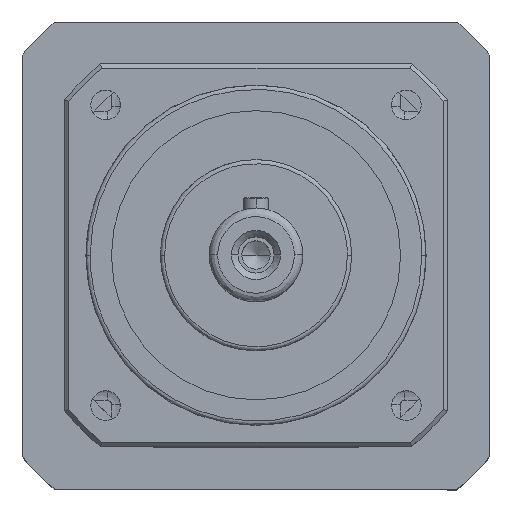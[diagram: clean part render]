
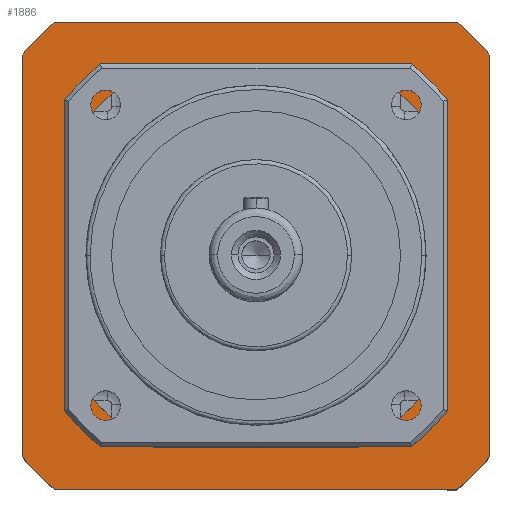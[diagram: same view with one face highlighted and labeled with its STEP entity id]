
A CAD part, top view. The second image highlights one B-rep face of the part: STEP entity #1886.
In plain terms, the highlighted face is planar.
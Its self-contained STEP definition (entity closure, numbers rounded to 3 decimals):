
#12 = DIRECTION ( 'NONE',  ( 0., 0., 1. ) ) ;
#80 = DIRECTION ( 'NONE',  ( 1., 0., 0. ) ) ;
#476 = ORIENTED_EDGE ( 'NONE', *, *, #16791, .F. ) ;
#501 = DIRECTION ( 'NONE',  ( 0., 0., 1. ) ) ;
#635 = ORIENTED_EDGE ( 'NONE', *, *, #16375, .F. ) ;
#702 = VERTEX_POINT ( 'NONE', #6579 ) ;
#960 = ORIENTED_EDGE ( 'NONE', *, *, #7009, .F. ) ;
#1007 = CARTESIAN_POINT ( 'NONE',  ( -47.236, -55., 3.5 ) ) ;
#1178 = CARTESIAN_POINT ( 'NONE',  ( 0., -55., 3.5 ) ) ;
#1346 = VERTEX_POINT ( 'NONE', #12838 ) ;
#1524 = CARTESIAN_POINT ( 'NONE',  ( 0., 0., 3.5 ) ) ;
#1616 = AXIS2_PLACEMENT_3D ( 'NONE', #9169, #501, #10549 ) ;
#1663 = VERTEX_POINT ( 'NONE', #15217 ) ;
#1789 = DIRECTION ( 'NONE',  ( 1., 0., 0. ) ) ;
#1834 = ORIENTED_EDGE ( 'NONE', *, *, #16963, .F. ) ;
#1886 = ADVANCED_FACE ( 'NONE', ( #13121, #12943 ), #7761, .F. ) ;
#2118 = AXIS2_PLACEMENT_3D ( 'NONE', #1524, #11448, #3063 ) ;
#2126 = VERTEX_POINT ( 'NONE', #4349 ) ;
#2134 = DIRECTION ( 'NONE',  ( 1., 0., 0. ) ) ;
#2144 = AXIS2_PLACEMENT_3D ( 'NONE', #8682, #12, #10056 ) ;
#2391 = AXIS2_PLACEMENT_3D ( 'NONE', #5594, #15294, #7024 ) ;
#2742 = DIRECTION ( 'NONE',  ( 0., -1., 0. ) ) ;
#2819 = LINE ( 'NONE', #2922, #17366 ) ;
#2922 = CARTESIAN_POINT ( 'NONE',  ( 45., 0., 3.5 ) ) ;
#2962 = AXIS2_PLACEMENT_3D ( 'NONE', #6228, #15928, #7660 ) ;
#3063 = DIRECTION ( 'NONE',  ( -1., 0., 0. ) ) ;
#3101 = CARTESIAN_POINT ( 'NONE',  ( 0., -45., 3.5 ) ) ;
#3237 = CARTESIAN_POINT ( 'NONE',  ( 55., 0., 3.5 ) ) ;
#3272 = CIRCLE ( 'NONE', #5345, 51. ) ;
#3405 = AXIS2_PLACEMENT_3D ( 'NONE', #17112, #8760, #80 ) ;
#3410 = ORIENTED_EDGE ( 'NONE', *, *, #16733, .F. ) ;
#3442 = CIRCLE ( 'NONE', #2962, 51. ) ;
#3641 = CIRCLE ( 'NONE', #2144, 72.5 ) ;
#3686 = DIRECTION ( 'NONE',  ( -1., 0., 0. ) ) ;
#4068 = CIRCLE ( 'NONE', #1616, 72.5 ) ;
#4078 = ORIENTED_EDGE ( 'NONE', *, *, #16495, .F. ) ;
#4302 = ORIENTED_EDGE ( 'NONE', *, *, #15731, .F. ) ;
#4322 = LINE ( 'NONE', #12033, #8148 ) ;
#4349 = CARTESIAN_POINT ( 'NONE',  ( 24., -45., 3.5 ) ) ;
#4396 = DIRECTION ( 'NONE',  ( 0., 0., -1. ) ) ;
#4620 = AXIS2_PLACEMENT_3D ( 'NONE', #13226, #4845, #14593 ) ;
#4845 = DIRECTION ( 'NONE',  ( 0., 0., -1. ) ) ;
#4860 = CIRCLE ( 'NONE', #4620, 51. ) ;
#5268 = VECTOR ( 'NONE', #6036, 1000. ) ;
#5345 = AXIS2_PLACEMENT_3D ( 'NONE', #12795, #4396, #14198 ) ;
#5472 = VECTOR ( 'NONE', #2742, 1000. ) ;
#5594 = CARTESIAN_POINT ( 'NONE',  ( 0., 0., 3.5 ) ) ;
#5711 = CARTESIAN_POINT ( 'NONE',  ( 45., -24., 3.5 ) ) ;
#5937 = DIRECTION ( 'NONE',  ( -1., 0., 0. ) ) ;
#6007 = CARTESIAN_POINT ( 'NONE',  ( 0., 0., 3.5 ) ) ;
#6036 = DIRECTION ( 'NONE',  ( 1., 0., 0. ) ) ;
#6066 = DIRECTION ( 'NONE',  ( 0., 0., 1. ) ) ;
#6228 = CARTESIAN_POINT ( 'NONE',  ( 0., 0., 3.5 ) ) ;
#6579 = CARTESIAN_POINT ( 'NONE',  ( 24., 45., 3.5 ) ) ;
#6640 = CIRCLE ( 'NONE', #3405, 51. ) ;
#6888 = LINE ( 'NONE', #14656, #10584 ) ;
#7009 = EDGE_CURVE ( 'NONE', #16689, #1663, #14885, .T. ) ;
#7024 = DIRECTION ( 'NONE',  ( -1., 0., 0. ) ) ;
#7247 = VERTEX_POINT ( 'NONE', #16223 ) ;
#7419 = CARTESIAN_POINT ( 'NONE',  ( -45., 24., 3.5 ) ) ;
#7480 = CARTESIAN_POINT ( 'NONE',  ( 0., 45., 3.5 ) ) ;
#7660 = DIRECTION ( 'NONE',  ( 1., 0., 0. ) ) ;
#7761 = PLANE ( 'NONE',  #17848 ) ;
#8065 = ORIENTED_EDGE ( 'NONE', *, *, #16654, .F. ) ;
#8148 = VECTOR ( 'NONE', #3686, 1000. ) ;
#8450 = CARTESIAN_POINT ( 'NONE',  ( -55., 0., 3.5 ) ) ;
#8682 = CARTESIAN_POINT ( 'NONE',  ( 0., 0., 3.5 ) ) ;
#8760 = DIRECTION ( 'NONE',  ( 0., 0., -1. ) ) ;
#9169 = CARTESIAN_POINT ( 'NONE',  ( 0., 0., 3.5 ) ) ;
#9188 = CARTESIAN_POINT ( 'NONE',  ( -55., -47.236, 3.5 ) ) ;
#9265 = VERTEX_POINT ( 'NONE', #12709 ) ;
#9583 = CARTESIAN_POINT ( 'NONE',  ( -24., 45., 3.5 ) ) ;
#10056 = DIRECTION ( 'NONE',  ( -1., 0., 0. ) ) ;
#10549 = DIRECTION ( 'NONE',  ( -1., 0., 0. ) ) ;
#10584 = VECTOR ( 'NONE', #13282, 1000. ) ;
#10723 = CIRCLE ( 'NONE', #2118, 72.5 ) ;
#10802 = VECTOR ( 'NONE', #1789, 1000. ) ;
#10933 = VECTOR ( 'NONE', #11642, 1000. ) ;
#11350 = CARTESIAN_POINT ( 'NONE',  ( -55., 47.236, 3.5 ) ) ;
#11448 = DIRECTION ( 'NONE',  ( 0., 0., 1. ) ) ;
#11642 = DIRECTION ( 'NONE',  ( 0., 1., 0. ) ) ;
#11750 = VERTEX_POINT ( 'NONE', #9188 ) ;
#11751 = ORIENTED_EDGE ( 'NONE', *, *, #15710, .F. ) ;
#12033 = CARTESIAN_POINT ( 'NONE',  ( 0., 55., 3.5 ) ) ;
#12090 = ORIENTED_EDGE ( 'NONE', *, *, #15863, .F. ) ;
#12195 = VERTEX_POINT ( 'NONE', #11350 ) ;
#12243 = LINE ( 'NONE', #7480, #5268 ) ;
#12247 = VERTEX_POINT ( 'NONE', #17161 ) ;
#12709 = CARTESIAN_POINT ( 'NONE',  ( 45., 24., 3.5 ) ) ;
#12730 = DIRECTION ( 'NONE',  ( 0., -1., 0. ) ) ;
#12795 = CARTESIAN_POINT ( 'NONE',  ( 0., 0., 3.5 ) ) ;
#12838 = CARTESIAN_POINT ( 'NONE',  ( -24., -45., 3.5 ) ) ;
#12943 = FACE_BOUND ( 'NONE', #15196, .T. ) ;
#13060 = ORIENTED_EDGE ( 'NONE', *, *, #16851, .F. ) ;
#13102 = VERTEX_POINT ( 'NONE', #18345 ) ;
#13121 = FACE_OUTER_BOUND ( 'NONE', #15151, .T. ) ;
#13180 = VERTEX_POINT ( 'NONE', #14199 ) ;
#13226 = CARTESIAN_POINT ( 'NONE',  ( 0., 0., 3.5 ) ) ;
#13282 = DIRECTION ( 'NONE',  ( 0., 1., 0. ) ) ;
#13321 = CIRCLE ( 'NONE', #2391, 72.5 ) ;
#13447 = ORIENTED_EDGE ( 'NONE', *, *, #16436, .F. ) ;
#14198 = DIRECTION ( 'NONE',  ( 1., 0., 0. ) ) ;
#14199 = CARTESIAN_POINT ( 'NONE',  ( -47.236, 55., 3.5 ) ) ;
#14380 = VERTEX_POINT ( 'NONE', #14745 ) ;
#14382 = ORIENTED_EDGE ( 'NONE', *, *, #16908, .F. ) ;
#14577 = LINE ( 'NONE', #3237, #10933 ) ;
#14593 = DIRECTION ( 'NONE',  ( 1., 0., 0. ) ) ;
#14656 = CARTESIAN_POINT ( 'NONE',  ( -45., 0., 3.5 ) ) ;
#14745 = CARTESIAN_POINT ( 'NONE',  ( -45., -24., 3.5 ) ) ;
#14885 = LINE ( 'NONE', #1178, #10802 ) ;
#15037 = ORIENTED_EDGE ( 'NONE', *, *, #15832, .F. ) ;
#15151 = EDGE_LOOP ( 'NONE', ( #1834, #14382, #960, #13060, #476, #3410, #8065, #17913 ) ) ;
#15196 = EDGE_LOOP ( 'NONE', ( #13447, #635, #12090, #15037, #15300, #4302, #11751, #4078 ) ) ;
#15217 = CARTESIAN_POINT ( 'NONE',  ( 47.236, -55., 3.5 ) ) ;
#15294 = DIRECTION ( 'NONE',  ( 0., 0., 1. ) ) ;
#15300 = ORIENTED_EDGE ( 'NONE', *, *, #15768, .F. ) ;
#15523 = VECTOR ( 'NONE', #5937, 1000. ) ;
#15710 = EDGE_CURVE ( 'NONE', #9265, #18387, #2819, .T. ) ;
#15731 = EDGE_CURVE ( 'NONE', #18387, #2126, #3272, .T. ) ;
#15768 = EDGE_CURVE ( 'NONE', #2126, #1346, #18373, .T. ) ;
#15832 = EDGE_CURVE ( 'NONE', #1346, #14380, #4860, .T. ) ;
#15863 = EDGE_CURVE ( 'NONE', #14380, #17009, #6888, .T. ) ;
#15928 = DIRECTION ( 'NONE',  ( 0., 0., -1. ) ) ;
#16223 = CARTESIAN_POINT ( 'NONE',  ( 55., 47.236, 3.5 ) ) ;
#16375 = EDGE_CURVE ( 'NONE', #17009, #17621, #6640, .T. ) ;
#16436 = EDGE_CURVE ( 'NONE', #17621, #702, #12243, .T. ) ;
#16495 = EDGE_CURVE ( 'NONE', #702, #9265, #3442, .T. ) ;
#16623 = LINE ( 'NONE', #8450, #5472 ) ;
#16654 = EDGE_CURVE ( 'NONE', #12247, #13180, #4322, .T. ) ;
#16689 = VERTEX_POINT ( 'NONE', #1007 ) ;
#16733 = EDGE_CURVE ( 'NONE', #13180, #12195, #13321, .T. ) ;
#16791 = EDGE_CURVE ( 'NONE', #12195, #11750, #16623, .T. ) ;
#16851 = EDGE_CURVE ( 'NONE', #11750, #16689, #3641, .T. ) ;
#16908 = EDGE_CURVE ( 'NONE', #1663, #13102, #10723, .T. ) ;
#16963 = EDGE_CURVE ( 'NONE', #13102, #7247, #14577, .T. ) ;
#17009 = VERTEX_POINT ( 'NONE', #7419 ) ;
#17072 = EDGE_CURVE ( 'NONE', #7247, #12247, #4068, .T. ) ;
#17112 = CARTESIAN_POINT ( 'NONE',  ( 0., 0., 3.5 ) ) ;
#17161 = CARTESIAN_POINT ( 'NONE',  ( 47.236, 55., 3.5 ) ) ;
#17366 = VECTOR ( 'NONE', #12730, 1000. ) ;
#17621 = VERTEX_POINT ( 'NONE', #9583 ) ;
#17848 = AXIS2_PLACEMENT_3D ( 'NONE', #6007, #6066, #2134 ) ;
#17913 = ORIENTED_EDGE ( 'NONE', *, *, #17072, .F. ) ;
#18345 = CARTESIAN_POINT ( 'NONE',  ( 55., -47.236, 3.5 ) ) ;
#18373 = LINE ( 'NONE', #3101, #15523 ) ;
#18387 = VERTEX_POINT ( 'NONE', #5711 ) ;
